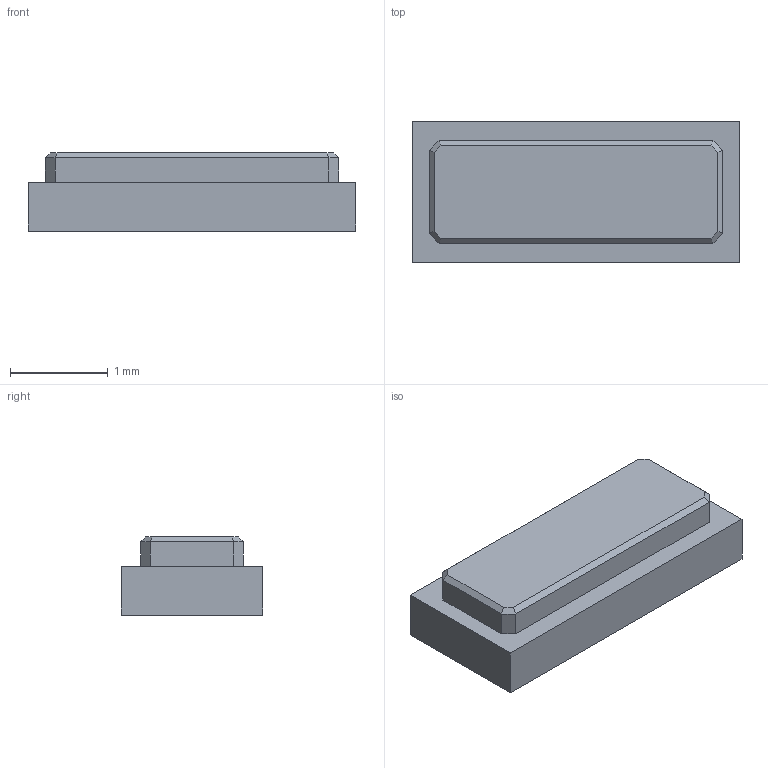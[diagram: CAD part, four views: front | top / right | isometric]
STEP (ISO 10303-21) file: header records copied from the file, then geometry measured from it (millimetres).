
FILE_DESCRIPTION(/* description */ (''),/* implementation_level */ '2;1');
FILE_NAME(/* name */ 'ceramik_resonator_murata_CSTCE8M00G52-R0.step',/* time_stamp */ '2020-10-17T18:41:53+02:00',/* author */ (''),/* organization */ (''),/* preprocessor_version */ 'ST-DEVELOPER v18.1',/* originating_system */ 'Autodesk Translation Framework v9.3.0.1241',/* authorisation */ '');
FILE_SCHEMA (('AUTOMOTIVE_DESIGN { 1 0 10303 214 3 1 1 }'));
Length unit declared in the file: millimetre
Products named in the file (1): ceramik_resonator_murata_CSTCE8M00G52-R0
Bounding box: 3.35 x 1.45 x 0.8 mm (x, y, z)
Volume: 3.4 mm3; surface area: 16.6 mm2
Topology: 1 solids, 1 shells, 23 faces, 52 edges, 32 vertices
Faces by surface type: plane 23
Entity records: 692 total; most frequent: CARTESIAN_POINT 108, ORIENTED_EDGE 104, DIRECTION 100, LINE 52, VECTOR 52, EDGE_CURVE 52, VERTEX_POINT 32, EDGE_LOOP 24
